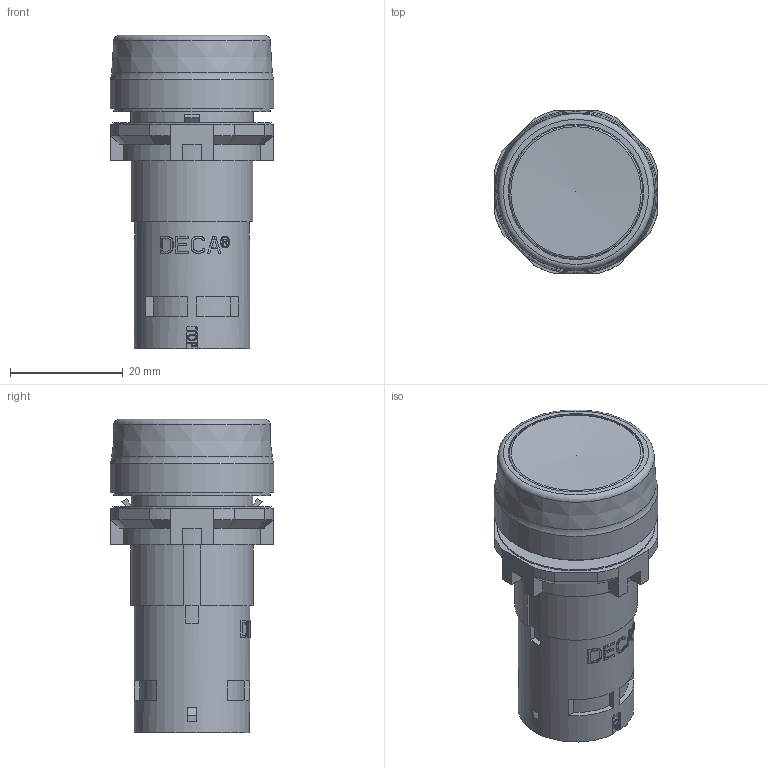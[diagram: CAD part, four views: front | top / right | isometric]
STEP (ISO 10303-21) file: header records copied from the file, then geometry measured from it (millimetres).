
FILE_DESCRIPTION( ( 'STEP AP214' ), '1' );
FILE_NAME( 'C24B-M1E01x-Solid3D-20191201.stp', '2019-12-02T05:51:25', ( ' ' ), ( ' ' ), 'XStep 1.0', ' ', ' ' );
FILE_SCHEMA( ( 'CONFIG_CONTROL_DESIGN) ( )' ) );
Length unit declared in the file: metre
Products named in the file (1): 6
Bounding box: 29 x 29 x 55.5 mm (x, y, z)
Volume: 24124.2 mm3; surface area: 6541.2 mm2
Topology: 1 solids, 1 shells, 418 faces, 1113 edges, 737 vertices
Faces by surface type: plane 287, cylinder 77, extrusion 33, cone 11, bspline 6, torus 3, sphere 1
Full cylindrical faces by diameter (mm): 20.5 x1, 21.72 x1, 24 x1, 27.8 x1, 28 x1, 29 x1
Entity records: 16870 total; most frequent: CARTESIAN_POINT 3236, ORIENTED_EDGE 2182, DIRECTION 2044, EDGE_CURVE 1091, VERTEX_POINT 728, AXIS2_PLACEMENT_3D 721, VECTOR 602, LINE 569
